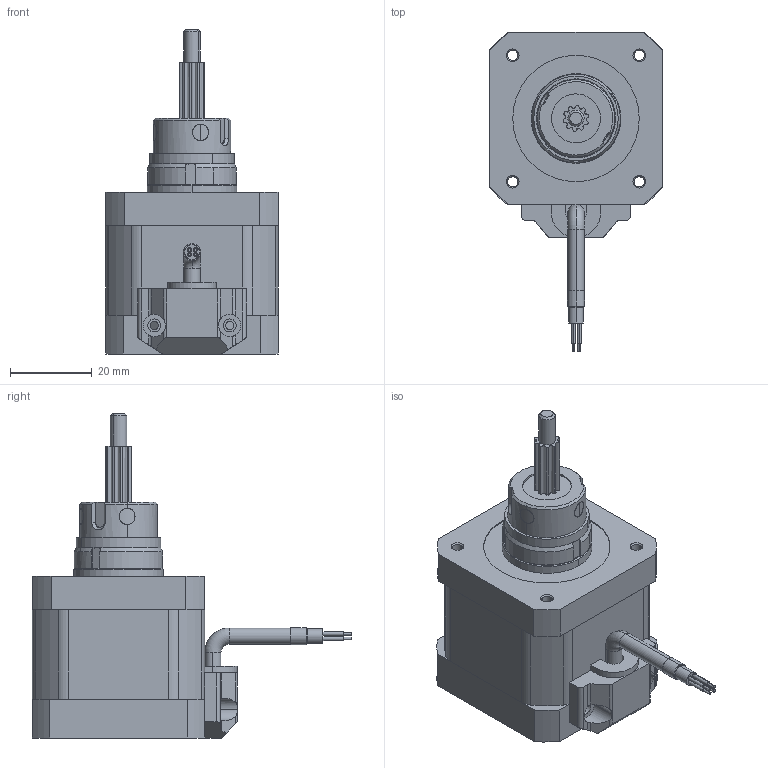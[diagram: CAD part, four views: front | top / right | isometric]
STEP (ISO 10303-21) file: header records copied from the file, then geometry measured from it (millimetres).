
FILE_DESCRIPTION (( 'STEP AP214' ), '1' );
FILE_NAME ('42NC240-T5.08-15-04-12.7-001.STEP', '2024-11-26T06:27:35', ( 'MM' ), ( 'Microsoft' ), 'SwSTEP 2.0', 'SolidWorks 2024', '' );
FILE_SCHEMA (( 'AUTOMOTIVE_DESIGN' ));
Length unit declared in the file: millimetre
Products named in the file (21): 03-42-014贯通40机身; 02-42-22_10-42-001-1; 01-42-003（42直线电机后盖有孔电缆线）_04-42-003-1; 02-42-40-002直接出线; 07-42-009（42固定轴-12.7花键）_01-42-013-3; 02-42-40直线贯通; 07-42-008（42固定轴卡簧）; 07-42-009（42固定轴-12.7铝套）_08-35-002-3; 42NC240-T5.08-15-04-12.7-001; 07-42-003（42固定轴注塑螺母）; 01-42-001（42直线电机前盖）_04-42-001-2; 09-42-001（φ19Xφ10X5)_09-42-001-1; 03-42-8.5-11.5_10-42-006-6; 06-42-012（贯通40电机轴）_01-42-011-1; 06-42-035注塑轴用塑料; 07-42-009（42固定轴-12.7丝杆）_03-42-003-3; 14-42-002标准电缆线引出线; 13-42-11无插件骨架; 08-42-001（42直线电机磁钢）_07-28-001-2; 13-42-001（压线板）; 07-42-001（42固定轴锁紧螺母）
Assembly tree (23 placements, depth 4):
  42NC240-T5.08-15-04-12.7-001
    02-42-40直线贯通
      01-42-003（42直线电机后盖有孔电缆线）_04-42-003-1
      01-42-001（42直线电机前盖）_04-42-001-2
      03-42-014贯通40机身
        06-42-012（贯通40电机轴）_01-42-011-1
        03-42-8.5-11.5_10-42-006-6  x2
        08-42-001（42直线电机磁钢）_07-28-001-2
        06-42-035注塑轴用塑料
      09-42-001（φ19Xφ10X5)_09-42-001-1  x2
      13-42-001（压线板）
      02-42-40-002直接出线
        02-42-22_10-42-001-1
        13-42-11无插件骨架  x2
      14-42-002标准电缆线引出线
    07-42-001（42固定轴锁紧螺母）
    07-42-009（42固定轴-12.7铝套）_08-35-002-3
    07-42-003（42固定轴注塑螺母）
    07-42-009（42固定轴-12.7丝杆）_03-42-003-3
    07-42-009（42固定轴-12.7花键）_01-42-013-3
    07-42-008（42固定轴卡簧）
Bounding box: 42.2 x 78.2 x 79.6 mm (x, y, z)
Volume: 54145.4 mm3; surface area: 59776.5 mm2
Topology: 38 solids, 38 shells, 2643 faces, 7420 edges, 4906 vertices
Faces by surface type: cylinder 1548, plane 947, cone 73, torus 38, bspline 37
Entity records: 76418 total; most frequent: CARTESIAN_POINT 27076, DIRECTION 10461, ORIENTED_EDGE 10306, EDGE_CURVE 5153, AXIS2_PLACEMENT_3D 3867, VERTEX_POINT 3404, VECTOR 2727, LINE 2727
